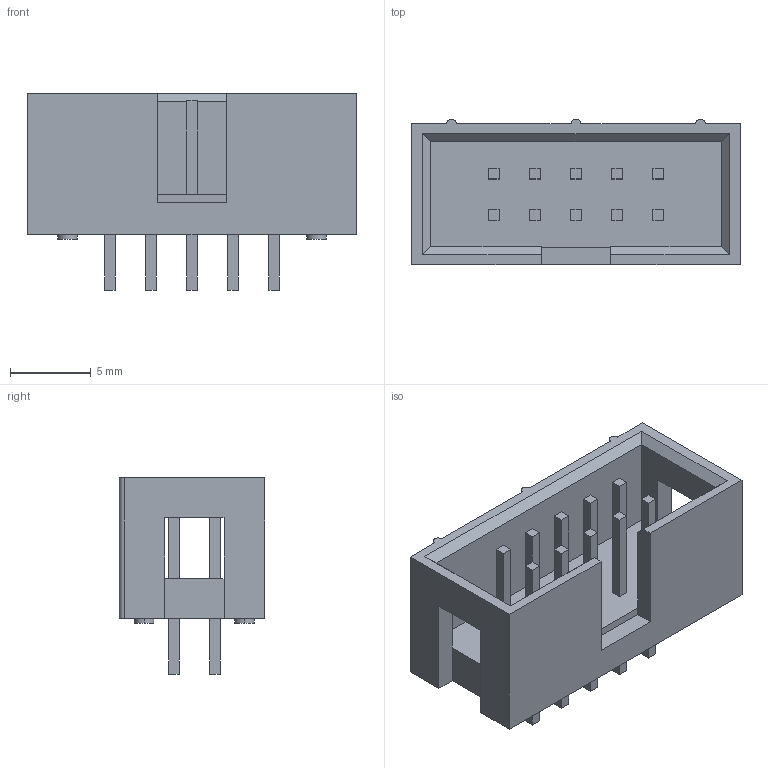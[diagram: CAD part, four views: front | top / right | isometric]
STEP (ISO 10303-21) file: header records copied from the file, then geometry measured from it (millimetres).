
FILE_DESCRIPTION (( 'STEP AP214' ), '1' );
FILE_NAME ('c-1634688-10-c-3d.STEP', '2015-05-28T16:49:34', ( '' ), ( '' ), 'SwSTEP 2.0', 'SolidWorks 2014', '' );
FILE_SCHEMA (( 'AUTOMOTIVE_DESIGN' ));
Length unit declared in the file: millimetre
Products named in the file (1): c-1634688-10-c-3d
Bounding box: 20.35 x 9 x 12.15 mm (x, y, z)
Volume: 763.7 mm3; surface area: 1338.5 mm2
Topology: 1 solids, 1 shells, 147 faces, 365 edges, 240 vertices
Faces by surface type: plane 136, cylinder 11
Entity records: 4840 total; most frequent: CARTESIAN_POINT 753, ORIENTED_EDGE 730, DIRECTION 683, EDGE_CURVE 365, VECTOR 343, LINE 343, VERTEX_POINT 240, EDGE_LOOP 171
